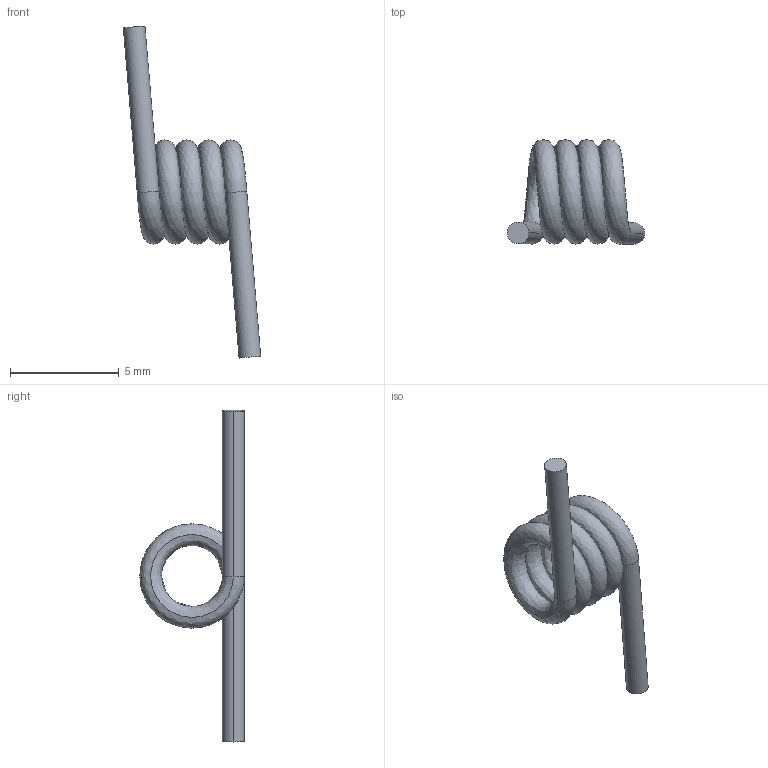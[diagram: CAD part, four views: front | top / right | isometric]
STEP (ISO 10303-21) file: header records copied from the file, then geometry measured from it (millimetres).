
FILE_DESCRIPTION (( 'STEP AP214' ), '1' );
FILE_NAME ('torsion_spring_extruder.STEP', '2014-09-29T15:15:40', ( '' ), ( '' ), 'SwSTEP 2.0', 'SolidWorks 2013', '' );
FILE_SCHEMA (( 'AUTOMOTIVE_DESIGN' ));
Length unit declared in the file: millimetre
Products named in the file (1): torsion_spring_extruder
Bounding box: 6.32 x 4.8 x 15.27 mm (x, y, z)
Volume: 49.6 mm3; surface area: 200.1 mm2
Topology: 1 solids, 1 shells, 8 faces, 14 edges, 8 vertices
Faces by surface type: cylinder 4, bspline 2, plane 2
Entity records: 994 total; most frequent: CARTESIAN_POINT 811, DIRECTION 34, ORIENTED_EDGE 28, AXIS2_PLACEMENT_3D 15, EDGE_CURVE 14, ADVANCED_FACE 8, EDGE_LOOP 8, VERTEX_POINT 8
